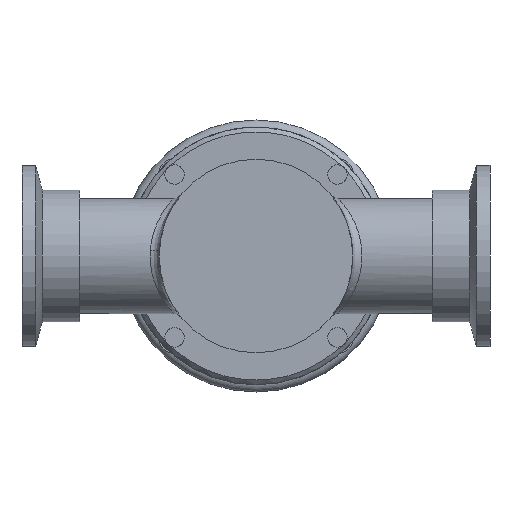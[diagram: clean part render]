
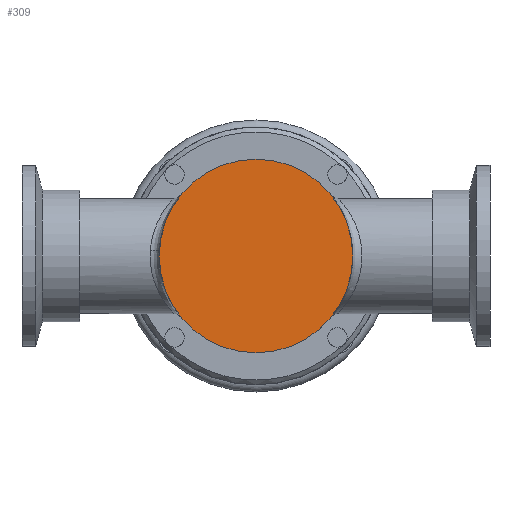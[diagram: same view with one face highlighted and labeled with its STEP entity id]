
A CAD part, front view. The second image highlights one B-rep face of the part: STEP entity #309.
In plain terms, the highlighted planar face has unit normal (0, -1, 0).
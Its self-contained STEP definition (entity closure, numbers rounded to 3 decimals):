
#309 = ADVANCED_FACE( '', ( #702 ), #703, .F. );
#702 = FACE_OUTER_BOUND( '', #1841, .T. );
#703 = PLANE( '', #1842 );
#1841 = EDGE_LOOP( '', ( #2647 ) );
#1842 = AXIS2_PLACEMENT_3D( '', #2648, #2649, #2650 );
#2647 = ORIENTED_EDGE( '', *, *, #3235, .F. );
#2648 = CARTESIAN_POINT( '', ( -21.35, 0., 0. ) );
#2649 = DIRECTION( '', ( 0., 1., 0. ) );
#2650 = DIRECTION( '', ( 0., 0., 1. ) );
#3235 = EDGE_CURVE( '', #3721, #3721, #3722, .F. );
#3721 = VERTEX_POINT( '', #4538 );
#3722 = CIRCLE( '', #4539, 21.35 );
#4538 = CARTESIAN_POINT( '', ( 0., 0., -21.35 ) );
#4539 = AXIS2_PLACEMENT_3D( '', #5729, #5730, #5731 );
#5729 = CARTESIAN_POINT( '', ( 0., 0., 0. ) );
#5730 = DIRECTION( '', ( 0., -1., 0. ) );
#5731 = DIRECTION( '', ( 0., 0., -1. ) );
